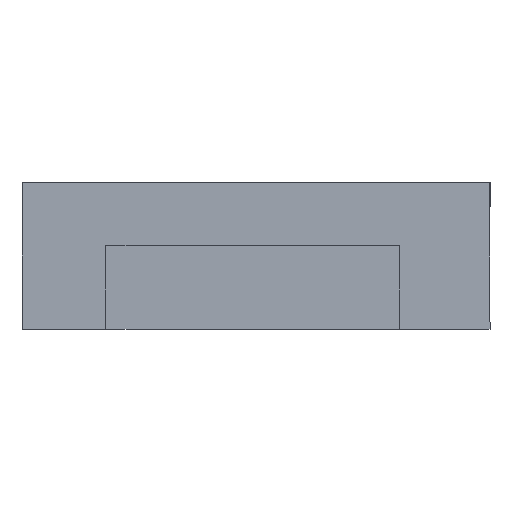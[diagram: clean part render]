
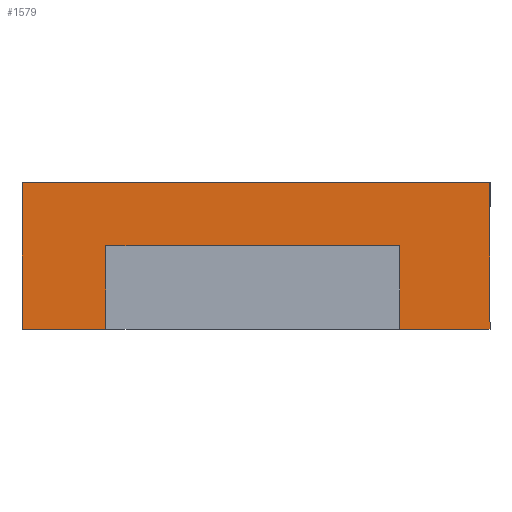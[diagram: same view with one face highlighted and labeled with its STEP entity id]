
A CAD part, front view. The second image highlights one B-rep face of the part: STEP entity #1579.
In plain terms, the highlighted planar face has unit normal (0, -1, 0).
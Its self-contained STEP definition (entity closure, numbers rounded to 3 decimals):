
#34 = CARTESIAN_POINT ( 'NONE',  ( 66.325, 1., 22.39 ) ) ;
#53 = ORIENTED_EDGE ( 'NONE', *, *, #251, .F. ) ;
#56 = CARTESIAN_POINT ( 'NONE',  ( 66.325, 1., 23.89 ) ) ;
#75 = CARTESIAN_POINT ( 'NONE',  ( 75.325, 1., 22.39 ) ) ;
#92 = CARTESIAN_POINT ( 'NONE',  ( 77.475, 1., 30.39 ) ) ;
#101 = ORIENTED_EDGE ( 'NONE', *, *, #1379, .T. ) ;
#127 = DIRECTION ( 'NONE',  ( 1., 0., 0. ) ) ;
#169 = CARTESIAN_POINT ( 'NONE',  ( 66.325, 1., 20.39 ) ) ;
#179 = LINE ( 'NONE', #830, #1339 ) ;
#235 = VERTEX_POINT ( 'NONE', #397 ) ;
#251 = EDGE_CURVE ( 'NONE', #1554, #1175, #1126, .T. ) ;
#396 = CARTESIAN_POINT ( 'NONE',  ( 77.475, 1., 20.39 ) ) ;
#397 = CARTESIAN_POINT ( 'NONE',  ( 77.475, 1., 23.89 ) ) ;
#404 = ORIENTED_EDGE ( 'NONE', *, *, #1744, .T. ) ;
#405 = VERTEX_POINT ( 'NONE', #590 ) ;
#429 = ORIENTED_EDGE ( 'NONE', *, *, #1004, .F. ) ;
#430 = VECTOR ( 'NONE', #526, 1000. ) ;
#465 = DIRECTION ( 'NONE',  ( 0., 0., 1. ) ) ;
#499 = LINE ( 'NONE', #34, #1137 ) ;
#526 = DIRECTION ( 'NONE',  ( 1., 0., 0. ) ) ;
#540 = DIRECTION ( 'NONE',  ( 0., 0., -1. ) ) ;
#548 = EDGE_CURVE ( 'NONE', #1698, #1808, #1774, .T. ) ;
#590 = CARTESIAN_POINT ( 'NONE',  ( 75.325, 1., 20.39 ) ) ;
#635 = DIRECTION ( 'NONE',  ( 1., 0., 0. ) ) ;
#739 = VECTOR ( 'NONE', #465, 1000. ) ;
#770 = LINE ( 'NONE', #1250, #1127 ) ;
#814 = DIRECTION ( 'NONE',  ( 0., 0., -1. ) ) ;
#826 = VECTOR ( 'NONE', #814, 1000. ) ;
#830 = CARTESIAN_POINT ( 'NONE',  ( 75.325, 1., 22.39 ) ) ;
#844 = DIRECTION ( 'NONE',  ( 0., 0., -1. ) ) ;
#896 = PLANE ( 'NONE',  #1318 ) ;
#934 = CARTESIAN_POINT ( 'NONE',  ( 66.325, 1., 20.39 ) ) ;
#1004 = EDGE_CURVE ( 'NONE', #1808, #235, #1864, .T. ) ;
#1007 = CARTESIAN_POINT ( 'NONE',  ( 68.325, 1., 22.39 ) ) ;
#1034 = EDGE_CURVE ( 'NONE', #235, #1457, #1117, .T. ) ;
#1072 = CARTESIAN_POINT ( 'NONE',  ( 66.325, 1., 20.39 ) ) ;
#1087 = DIRECTION ( 'NONE',  ( 1., 0., 0. ) ) ;
#1117 = LINE ( 'NONE', #92, #1785 ) ;
#1126 = LINE ( 'NONE', #1567, #826 ) ;
#1127 = VECTOR ( 'NONE', #1087, 1000. ) ;
#1137 = VECTOR ( 'NONE', #635, 1000. ) ;
#1158 = DIRECTION ( 'NONE',  ( 0., 1., 0. ) ) ;
#1162 = CARTESIAN_POINT ( 'NONE',  ( 66.325, 1., 23.89 ) ) ;
#1164 = ORIENTED_EDGE ( 'NONE', *, *, #1034, .F. ) ;
#1175 = VERTEX_POINT ( 'NONE', #1476 ) ;
#1250 = CARTESIAN_POINT ( 'NONE',  ( 66.325, 1., 20.39 ) ) ;
#1256 = EDGE_CURVE ( 'NONE', #1698, #1175, #770, .T. ) ;
#1318 = AXIS2_PLACEMENT_3D ( 'NONE', #1765, #1158, #127 ) ;
#1335 = ORIENTED_EDGE ( 'NONE', *, *, #548, .F. ) ;
#1339 = VECTOR ( 'NONE', #540, 1000. ) ;
#1379 = EDGE_CURVE ( 'NONE', #1393, #405, #179, .T. ) ;
#1393 = VERTEX_POINT ( 'NONE', #75 ) ;
#1457 = VERTEX_POINT ( 'NONE', #396 ) ;
#1476 = CARTESIAN_POINT ( 'NONE',  ( 68.325, 1., 20.39 ) ) ;
#1477 = VECTOR ( 'NONE', #1778, 1000. ) ;
#1505 = LINE ( 'NONE', #934, #1477 ) ;
#1554 = VERTEX_POINT ( 'NONE', #1007 ) ;
#1567 = CARTESIAN_POINT ( 'NONE',  ( 68.325, 1., 22.39 ) ) ;
#1579 = ADVANCED_FACE ( 'NONE', ( #1903 ), #896, .F. ) ;
#1615 = EDGE_LOOP ( 'NONE', ( #1809, #1164, #429, #1335, #1632, #53, #404, #101 ) ) ;
#1632 = ORIENTED_EDGE ( 'NONE', *, *, #1256, .T. ) ;
#1698 = VERTEX_POINT ( 'NONE', #1072 ) ;
#1744 = EDGE_CURVE ( 'NONE', #1554, #1393, #499, .T. ) ;
#1765 = CARTESIAN_POINT ( 'NONE',  ( 66.325, 1., 20.39 ) ) ;
#1774 = LINE ( 'NONE', #169, #739 ) ;
#1778 = DIRECTION ( 'NONE',  ( 1., 0., 0. ) ) ;
#1785 = VECTOR ( 'NONE', #844, 1000. ) ;
#1797 = EDGE_CURVE ( 'NONE', #405, #1457, #1505, .T. ) ;
#1808 = VERTEX_POINT ( 'NONE', #56 ) ;
#1809 = ORIENTED_EDGE ( 'NONE', *, *, #1797, .T. ) ;
#1864 = LINE ( 'NONE', #1162, #430 ) ;
#1903 = FACE_OUTER_BOUND ( 'NONE', #1615, .T. ) ;
